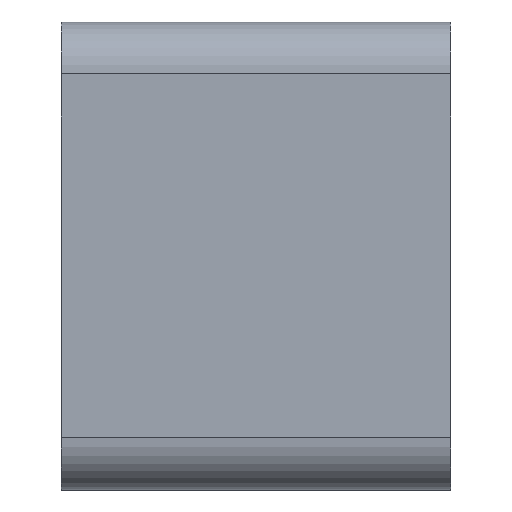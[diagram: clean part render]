
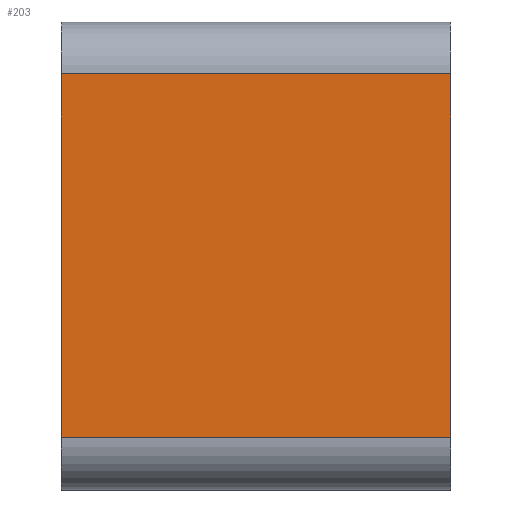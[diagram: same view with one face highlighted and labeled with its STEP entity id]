
A CAD part, top view. The second image highlights one B-rep face of the part: STEP entity #203.
In plain terms, the highlighted planar face has unit normal (0, 0, 1).
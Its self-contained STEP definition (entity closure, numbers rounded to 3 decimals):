
#5 = ORIENTED_EDGE ( 'NONE', *, *, #22, .T. ) ;
#15 = CARTESIAN_POINT ( 'NONE',  ( 3.75, 4.5, 3.5 ) ) ;
#22 = EDGE_CURVE ( 'NONE', #297, #219, #438, .T. ) ;
#33 = VERTEX_POINT ( 'NONE', #472 ) ;
#45 = VECTOR ( 'NONE', #382, 1000. ) ;
#46 = DIRECTION ( 'NONE',  ( 0., -1., 0. ) ) ;
#50 = FACE_OUTER_BOUND ( 'NONE', #186, .T. ) ;
#83 = CARTESIAN_POINT ( 'NONE',  ( -3.75, -3.5, 3.5 ) ) ;
#88 = PLANE ( 'NONE',  #445 ) ;
#116 = ORIENTED_EDGE ( 'NONE', *, *, #129, .T. ) ;
#127 = CARTESIAN_POINT ( 'NONE',  ( 3.75, -3.5, 3.5 ) ) ;
#129 = EDGE_CURVE ( 'NONE', #403, #297, #236, .T. ) ;
#176 = CARTESIAN_POINT ( 'NONE',  ( -3.75, 3.5, 3.5 ) ) ;
#186 = EDGE_LOOP ( 'NONE', ( #116, #5, #269, #398 ) ) ;
#199 = EDGE_CURVE ( 'NONE', #219, #33, #202, .T. ) ;
#202 = LINE ( 'NONE', #15, #416 ) ;
#203 = ADVANCED_FACE ( 'NONE', ( #50 ), #88, .T. ) ;
#204 = DIRECTION ( 'NONE',  ( 1., 0., 0. ) ) ;
#219 = VERTEX_POINT ( 'NONE', #127 ) ;
#226 = CARTESIAN_POINT ( 'NONE',  ( 3.75, -3.5, 3.5 ) ) ;
#236 = LINE ( 'NONE', #378, #262 ) ;
#240 = LINE ( 'NONE', #385, #45 ) ;
#251 = DIRECTION ( 'NONE',  ( 0., 0., 1. ) ) ;
#262 = VECTOR ( 'NONE', #46, 1000. ) ;
#269 = ORIENTED_EDGE ( 'NONE', *, *, #199, .T. ) ;
#297 = VERTEX_POINT ( 'NONE', #83 ) ;
#310 = EDGE_CURVE ( 'NONE', #33, #403, #240, .T. ) ;
#345 = DIRECTION ( 'NONE',  ( 0., 1., 0. ) ) ;
#365 = DIRECTION ( 'NONE',  ( 1., 0., 0. ) ) ;
#378 = CARTESIAN_POINT ( 'NONE',  ( -3.75, 4.5, 3.5 ) ) ;
#382 = DIRECTION ( 'NONE',  ( -1., 0., 0. ) ) ;
#385 = CARTESIAN_POINT ( 'NONE',  ( -3.75, 3.5, 3.5 ) ) ;
#395 = CARTESIAN_POINT ( 'NONE',  ( 0., 0., 3.5 ) ) ;
#398 = ORIENTED_EDGE ( 'NONE', *, *, #310, .T. ) ;
#403 = VERTEX_POINT ( 'NONE', #176 ) ;
#416 = VECTOR ( 'NONE', #345, 1000. ) ;
#421 = VECTOR ( 'NONE', #365, 1000. ) ;
#438 = LINE ( 'NONE', #226, #421 ) ;
#445 = AXIS2_PLACEMENT_3D ( 'NONE', #395, #251, #204 ) ;
#472 = CARTESIAN_POINT ( 'NONE',  ( 3.75, 3.5, 3.5 ) ) ;
